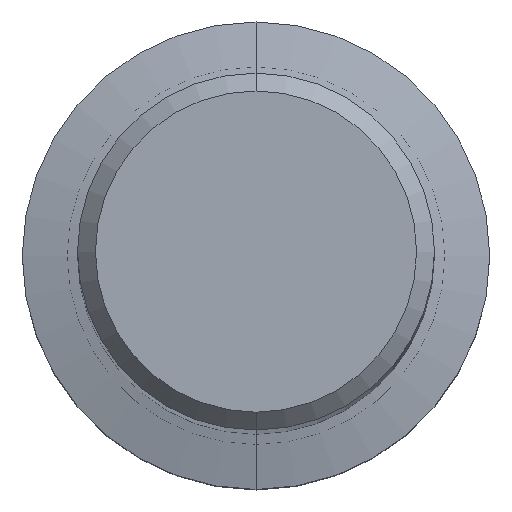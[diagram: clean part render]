
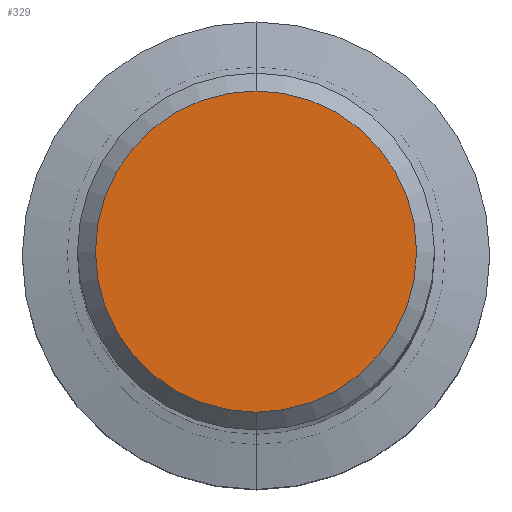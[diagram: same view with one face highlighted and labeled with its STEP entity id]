
A CAD part, top view. The second image highlights one B-rep face of the part: STEP entity #329.
In plain terms, the highlighted planar face has unit normal (0, 0, 1).
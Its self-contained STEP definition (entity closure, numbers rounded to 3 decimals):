
#225=VERTEX_POINT('',#581);
#329=ADVANCED_FACE('',(#697),#698,.T.);
#367=EDGE_CURVE('',#225,#519,#747,.T.);
#383=EDGE_CURVE('',#519,#225,#766,.T.);
#519=VERTEX_POINT('',#909);
#581=CARTESIAN_POINT('',(0.0,7.2,0.0));
#697=FACE_OUTER_BOUND('',#1269,.T.);
#698=PLANE('',#1270);
#747=CIRCLE('',#1328,7.2);
#766=CIRCLE('',#1352,7.2);
#909=CARTESIAN_POINT('',(0.,-7.2,0.0));
#1269=EDGE_LOOP('',(#1878,#1879));
#1270=AXIS2_PLACEMENT_3D('',#1880,#1881,#1882);
#1328=AXIS2_PLACEMENT_3D('',#1966,#1967,#1968);
#1352=AXIS2_PLACEMENT_3D('',#1995,#1996,#1997);
#1878=ORIENTED_EDGE('',*,*,#367,.F.);
#1879=ORIENTED_EDGE('',*,*,#383,.F.);
#1880=CARTESIAN_POINT('',(0.0,3.6,0.0));
#1881=DIRECTION('',(-0.0,0.0,1.0));
#1882=DIRECTION('',(0.0,-1.0,0.0));
#1966=CARTESIAN_POINT('',(0.0,0.0,0.0));
#1967=DIRECTION('',(0.0,0.0,-1.0));
#1968=DIRECTION('',(0.0,1.0,0.0));
#1995=CARTESIAN_POINT('',(0.0,0.0,0.0));
#1996=DIRECTION('',(0.0,0.0,-1.0));
#1997=DIRECTION('',(0.0,1.0,0.0));
